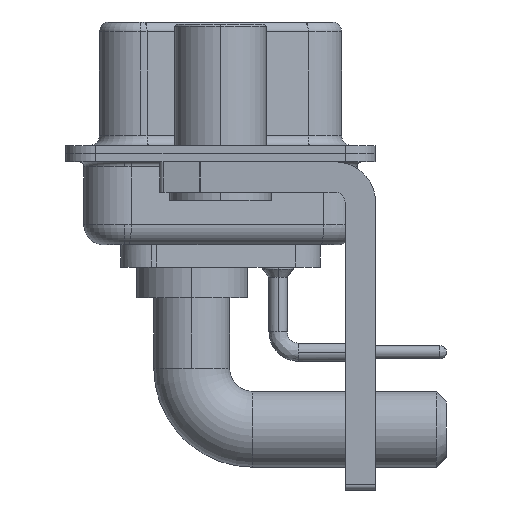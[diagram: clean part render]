
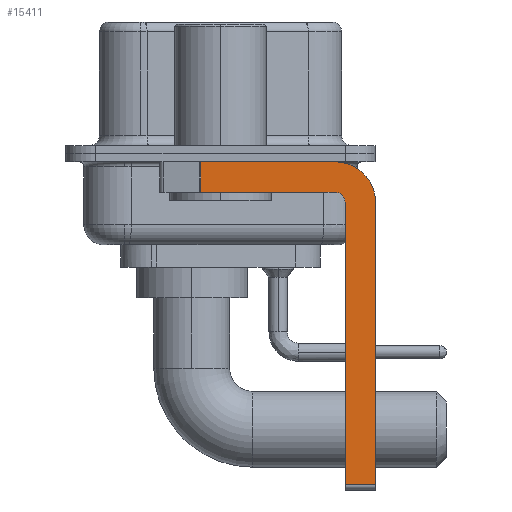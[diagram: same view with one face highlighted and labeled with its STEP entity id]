
A CAD part, left-side view. The second image highlights one B-rep face of the part: STEP entity #15411.
In plain terms, the highlighted planar face has unit normal (-1, 0, 0).
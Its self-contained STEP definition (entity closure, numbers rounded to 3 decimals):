
#1284 = DIRECTION ( 'NONE',  ( 0., 0., -1. ) ) ;
#1423 = VECTOR ( 'NONE', #23743, 1000. ) ;
#1554 = VERTEX_POINT ( 'NONE', #22993 ) ;
#2040 = VERTEX_POINT ( 'NONE', #21413 ) ;
#2297 = VECTOR ( 'NONE', #4189, 1000. ) ;
#2554 = CARTESIAN_POINT ( 'NONE',  ( -2.9, 0.978, -1.9 ) ) ;
#2682 = DIRECTION ( 'NONE',  ( 0., 0., -1. ) ) ;
#2871 = EDGE_CURVE ( 'NONE', #4508, #4021, #12410, .T. ) ;
#3172 = DIRECTION ( 'NONE',  ( 1., 0., 0. ) ) ;
#3335 = LINE ( 'NONE', #11182, #22831 ) ;
#4021 = VERTEX_POINT ( 'NONE', #24198 ) ;
#4189 = DIRECTION ( 'NONE',  ( 0., -1., 0. ) ) ;
#4477 = ORIENTED_EDGE ( 'NONE', *, *, #7139, .F. ) ;
#4508 = VERTEX_POINT ( 'NONE', #17743 ) ;
#4696 = ORIENTED_EDGE ( 'NONE', *, *, #2871, .F. ) ;
#5437 = DIRECTION ( 'NONE',  ( -1., 0., 0. ) ) ;
#6281 = CARTESIAN_POINT ( 'NONE',  ( -2.9, 3., -0.4 ) ) ;
#7025 = VECTOR ( 'NONE', #1284, 1000. ) ;
#7139 = EDGE_CURVE ( 'NONE', #14609, #15804, #19555, .T. ) ;
#7162 = FACE_OUTER_BOUND ( 'NONE', #18291, .T. ) ;
#7928 = VERTEX_POINT ( 'NONE', #20941 ) ;
#8967 = ORIENTED_EDGE ( 'NONE', *, *, #16449, .F. ) ;
#9114 = CARTESIAN_POINT ( 'NONE',  ( -2.9, -7.65, -16.35 ) ) ;
#9297 = VECTOR ( 'NONE', #2682, 1000. ) ;
#9584 = DIRECTION ( 'NONE',  ( 0., 0., 1. ) ) ;
#10166 = CIRCLE ( 'NONE', #19566, 0.5 ) ;
#10493 = AXIS2_PLACEMENT_3D ( 'NONE', #10658, #20544, #12401 ) ;
#10658 = CARTESIAN_POINT ( 'NONE',  ( -2.9, -5.65, -2.4 ) ) ;
#11003 = CARTESIAN_POINT ( 'NONE',  ( -2.9, -7.65, -2.4 ) ) ;
#11182 = CARTESIAN_POINT ( 'NONE',  ( -2.9, -6.15, -16.6 ) ) ;
#11463 = VECTOR ( 'NONE', #20556, 1000. ) ;
#12115 = VERTEX_POINT ( 'NONE', #24229 ) ;
#12237 = EDGE_CURVE ( 'NONE', #7928, #15804, #14459, .T. ) ;
#12401 = DIRECTION ( 'NONE',  ( 0., 0., -1. ) ) ;
#12410 = LINE ( 'NONE', #6281, #11463 ) ;
#13177 = ORIENTED_EDGE ( 'NONE', *, *, #18575, .F. ) ;
#13238 = ORIENTED_EDGE ( 'NONE', *, *, #12237, .T. ) ;
#13540 = EDGE_CURVE ( 'NONE', #7928, #12115, #3335, .T. ) ;
#13567 = CARTESIAN_POINT ( 'NONE',  ( -2.9, -5.65, -2.4 ) ) ;
#13630 = ORIENTED_EDGE ( 'NONE', *, *, #17852, .T. ) ;
#14459 = LINE ( 'NONE', #22890, #2297 ) ;
#14609 = VERTEX_POINT ( 'NONE', #22830 ) ;
#15411 = ADVANCED_FACE ( 'NONE', ( #7162 ), #23453, .F. ) ;
#15566 = CARTESIAN_POINT ( 'NONE',  ( -2.9, -5.65, -1.9 ) ) ;
#15804 = VERTEX_POINT ( 'NONE', #9114 ) ;
#16449 = EDGE_CURVE ( 'NONE', #4021, #14609, #25864, .T. ) ;
#17743 = CARTESIAN_POINT ( 'NONE',  ( -2.9, 0.978, -0.4 ) ) ;
#17852 = EDGE_CURVE ( 'NONE', #4508, #1554, #24582, .T. ) ;
#18086 = DIRECTION ( 'NONE',  ( 0., 0., 1. ) ) ;
#18291 = EDGE_LOOP ( 'NONE', ( #4696, #13630, #23589, #13177, #18328, #13238, #4477, #8967 ) ) ;
#18328 = ORIENTED_EDGE ( 'NONE', *, *, #13540, .F. ) ;
#18575 = EDGE_CURVE ( 'NONE', #12115, #2040, #10166, .T. ) ;
#19555 = LINE ( 'NONE', #11003, #7025 ) ;
#19566 = AXIS2_PLACEMENT_3D ( 'NONE', #13567, #5437, #18086 ) ;
#20544 = DIRECTION ( 'NONE',  ( 1., 0., 0. ) ) ;
#20556 = DIRECTION ( 'NONE',  ( 0., -1., 0. ) ) ;
#20686 = AXIS2_PLACEMENT_3D ( 'NONE', #21428, #3172, #24631 ) ;
#20941 = CARTESIAN_POINT ( 'NONE',  ( -2.9, -6.15, -16.35 ) ) ;
#21413 = CARTESIAN_POINT ( 'NONE',  ( -2.9, -5.65, -1.9 ) ) ;
#21428 = CARTESIAN_POINT ( 'NONE',  ( -2.9, -5.65, -2.4 ) ) ;
#22830 = CARTESIAN_POINT ( 'NONE',  ( -2.9, -7.65, -2.4 ) ) ;
#22831 = VECTOR ( 'NONE', #9584, 1000. ) ;
#22890 = CARTESIAN_POINT ( 'NONE',  ( -2.9, -5.65, -16.35 ) ) ;
#22993 = CARTESIAN_POINT ( 'NONE',  ( -2.9, 0.978, -1.9 ) ) ;
#23453 = PLANE ( 'NONE',  #20686 ) ;
#23589 = ORIENTED_EDGE ( 'NONE', *, *, #24642, .F. ) ;
#23743 = DIRECTION ( 'NONE',  ( 0., 1., 0. ) ) ;
#24198 = CARTESIAN_POINT ( 'NONE',  ( -2.9, -5.65, -0.4 ) ) ;
#24229 = CARTESIAN_POINT ( 'NONE',  ( -2.9, -6.15, -2.4 ) ) ;
#24582 = LINE ( 'NONE', #2554, #9297 ) ;
#24631 = DIRECTION ( 'NONE',  ( 0., 0., -1. ) ) ;
#24642 = EDGE_CURVE ( 'NONE', #2040, #1554, #25737, .T. ) ;
#25737 = LINE ( 'NONE', #15566, #1423 ) ;
#25864 = CIRCLE ( 'NONE', #10493, 2. ) ;
